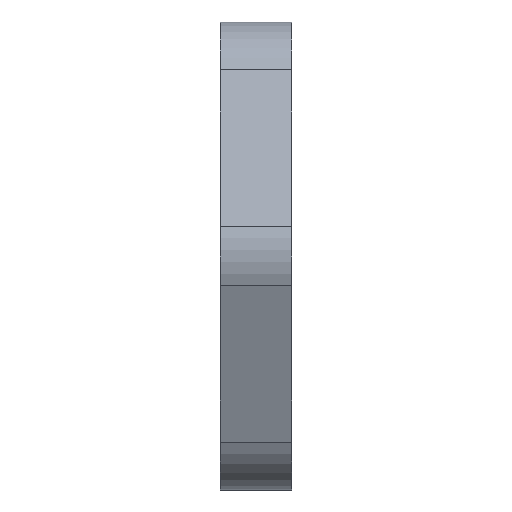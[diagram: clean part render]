
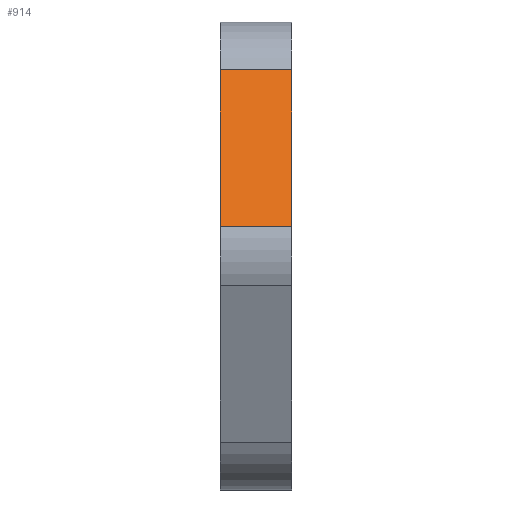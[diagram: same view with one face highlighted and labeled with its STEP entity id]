
A CAD part, left-side view. The second image highlights one B-rep face of the part: STEP entity #914.
In plain terms, the highlighted planar face has unit normal (-0.924, 0, 0.383).
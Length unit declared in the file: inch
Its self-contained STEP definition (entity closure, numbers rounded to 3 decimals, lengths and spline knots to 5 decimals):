
#32 = ORIENTED_EDGE ( 'NONE', *, *, #171, .T. ) ;
#41 = EDGE_CURVE ( 'NONE', #520, #1228, #63, .T. ) ;
#63 = LINE ( 'NONE', #198, #895 ) ;
#75 = DIRECTION ( 'NONE',  ( -0.383, 0., -0.924 ) ) ;
#79 = DIRECTION ( 'NONE',  ( 0.924, 0., -0.383 ) ) ;
#126 = PLANE ( 'NONE',  #969 ) ;
#136 = ORIENTED_EDGE ( 'NONE', *, *, #863, .T. ) ;
#141 = CARTESIAN_POINT ( 'NONE',  ( -0.50972, 0., 0.05166 ) ) ;
#171 = EDGE_CURVE ( 'NONE', #1228, #1138, #490, .T. ) ;
#184 = VECTOR ( 'NONE', #283, 39.37008 ) ;
#194 = CARTESIAN_POINT ( 'NONE',  ( -0.50972, 0.125, 0.05166 ) ) ;
#198 = CARTESIAN_POINT ( 'NONE',  ( -0.50972, 0., 0.05166 ) ) ;
#203 = CARTESIAN_POINT ( 'NONE',  ( -0.39695, 0.125, 0.32391 ) ) ;
#231 = ORIENTED_EDGE ( 'NONE', *, *, #1304, .F. ) ;
#283 = DIRECTION ( 'NONE',  ( 0., 1., 0. ) ) ;
#332 = ORIENTED_EDGE ( 'NONE', *, *, #41, .T. ) ;
#346 = DIRECTION ( 'NONE',  ( 0.383, 0., 0.924 ) ) ;
#352 = CARTESIAN_POINT ( 'NONE',  ( -0.50972, 0.125, 0.05166 ) ) ;
#410 = CARTESIAN_POINT ( 'NONE',  ( -0.50972, 0.125, 0.05166 ) ) ;
#454 = FACE_OUTER_BOUND ( 'NONE', #830, .T. ) ;
#464 = VERTEX_POINT ( 'NONE', #352 ) ;
#490 = LINE ( 'NONE', #203, #184 ) ;
#520 = VERTEX_POINT ( 'NONE', #141 ) ;
#830 = EDGE_LOOP ( 'NONE', ( #332, #32, #231, #136 ) ) ;
#841 = DIRECTION ( 'NONE',  ( 0.383, 0., 0.924 ) ) ;
#853 = LINE ( 'NONE', #1075, #967 ) ;
#863 = EDGE_CURVE ( 'NONE', #464, #520, #853, .T. ) ;
#895 = VECTOR ( 'NONE', #841, 39.37008 ) ;
#914 = ADVANCED_FACE ( 'NONE', ( #454 ), #126, .F. ) ;
#967 = VECTOR ( 'NONE', #1227, 39.37008 ) ;
#969 = AXIS2_PLACEMENT_3D ( 'NONE', #194, #79, #75 ) ;
#1070 = LINE ( 'NONE', #410, #1300 ) ;
#1075 = CARTESIAN_POINT ( 'NONE',  ( -0.50972, 0.125, 0.05166 ) ) ;
#1105 = CARTESIAN_POINT ( 'NONE',  ( -0.39695, 0.125, 0.32391 ) ) ;
#1138 = VERTEX_POINT ( 'NONE', #1105 ) ;
#1227 = DIRECTION ( 'NONE',  ( 0., -1., 0. ) ) ;
#1228 = VERTEX_POINT ( 'NONE', #1261 ) ;
#1261 = CARTESIAN_POINT ( 'NONE',  ( -0.39695, 0., 0.32391 ) ) ;
#1300 = VECTOR ( 'NONE', #346, 39.37008 ) ;
#1304 = EDGE_CURVE ( 'NONE', #464, #1138, #1070, .T. ) ;
